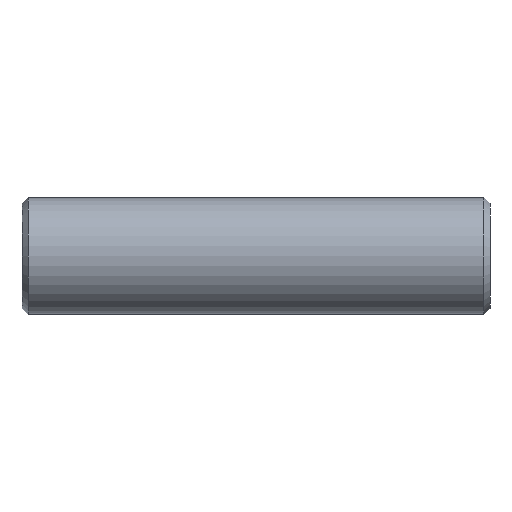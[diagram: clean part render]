
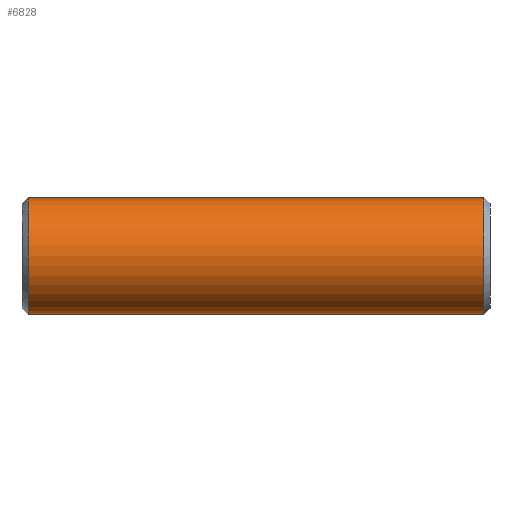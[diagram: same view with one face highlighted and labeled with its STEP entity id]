
A CAD part, left-side view. The second image highlights one B-rep face of the part: STEP entity #6828.
In plain terms, the highlighted cylindrical face has radius 9.5 mm (diameter 19 mm), a partial arc.
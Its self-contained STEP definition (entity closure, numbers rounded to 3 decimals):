
#137 = CARTESIAN_POINT ( 'NONE',  ( 0., 75.2, -9.5 ) ) ;
#267 = EDGE_CURVE ( 'NONE', #2052, #1385, #2537, .T. ) ;
#878 = CARTESIAN_POINT ( 'NONE',  ( 0., 75.2, 0. ) ) ;
#908 = CIRCLE ( 'NONE', #6596, 9.5 ) ;
#1099 = EDGE_LOOP ( 'NONE', ( #10520, #1580, #3791, #6062 ) ) ;
#1274 = FACE_OUTER_BOUND ( 'NONE', #1099, .T. ) ;
#1385 = VERTEX_POINT ( 'NONE', #2693 ) ;
#1580 = ORIENTED_EDGE ( 'NONE', *, *, #9260, .T. ) ;
#1833 = CARTESIAN_POINT ( 'NONE',  ( 0., -8.49, 0. ) ) ;
#2052 = VERTEX_POINT ( 'NONE', #8988 ) ;
#2537 = LINE ( 'NONE', #2801, #5825 ) ;
#2693 = CARTESIAN_POINT ( 'NONE',  ( 0., 1., 9.5 ) ) ;
#2801 = CARTESIAN_POINT ( 'NONE',  ( 0., -8.49, 9.5 ) ) ;
#3145 = DIRECTION ( 'NONE',  ( 0., -1., 0. ) ) ;
#3711 = CIRCLE ( 'NONE', #8915, 9.5 ) ;
#3791 = ORIENTED_EDGE ( 'NONE', *, *, #7518, .T. ) ;
#4981 = CARTESIAN_POINT ( 'NONE',  ( 0., -8.49, -9.5 ) ) ;
#4998 = DIRECTION ( 'NONE',  ( 0., 0., -1. ) ) ;
#5825 = VECTOR ( 'NONE', #10118, 1000. ) ;
#6062 = ORIENTED_EDGE ( 'NONE', *, *, #6678, .F. ) ;
#6123 = CARTESIAN_POINT ( 'NONE',  ( 0., 1., -9.5 ) ) ;
#6409 = DIRECTION ( 'NONE',  ( 0., 0., -1. ) ) ;
#6546 = DIRECTION ( 'NONE',  ( 0., -1., 0. ) ) ;
#6596 = AXIS2_PLACEMENT_3D ( 'NONE', #878, #6546, #8235 ) ;
#6678 = EDGE_CURVE ( 'NONE', #1385, #8639, #3711, .T. ) ;
#6745 = LINE ( 'NONE', #4981, #7004 ) ;
#6828 = ADVANCED_FACE ( 'NONE', ( #1274 ), #7512, .T. ) ;
#7004 = VECTOR ( 'NONE', #8253, 1000. ) ;
#7512 = CYLINDRICAL_SURFACE ( 'NONE', #9460, 9.5 ) ;
#7518 = EDGE_CURVE ( 'NONE', #9301, #8639, #6745, .T. ) ;
#7534 = DIRECTION ( 'NONE',  ( 0., -1., 0. ) ) ;
#7961 = CARTESIAN_POINT ( 'NONE',  ( 0., 1., 0. ) ) ;
#8235 = DIRECTION ( 'NONE',  ( 0., 0., -1. ) ) ;
#8253 = DIRECTION ( 'NONE',  ( 0., -1., 0. ) ) ;
#8639 = VERTEX_POINT ( 'NONE', #6123 ) ;
#8915 = AXIS2_PLACEMENT_3D ( 'NONE', #7961, #3145, #6409 ) ;
#8988 = CARTESIAN_POINT ( 'NONE',  ( 0., 75.2, 9.5 ) ) ;
#9260 = EDGE_CURVE ( 'NONE', #2052, #9301, #908, .T. ) ;
#9301 = VERTEX_POINT ( 'NONE', #137 ) ;
#9460 = AXIS2_PLACEMENT_3D ( 'NONE', #1833, #7534, #4998 ) ;
#10118 = DIRECTION ( 'NONE',  ( 0., -1., 0. ) ) ;
#10520 = ORIENTED_EDGE ( 'NONE', *, *, #267, .F. ) ;
